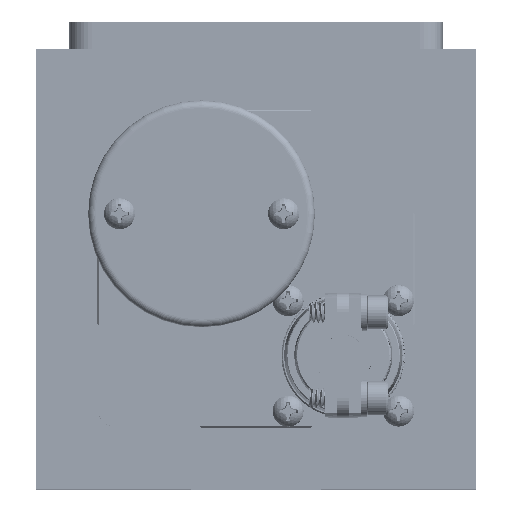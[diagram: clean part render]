
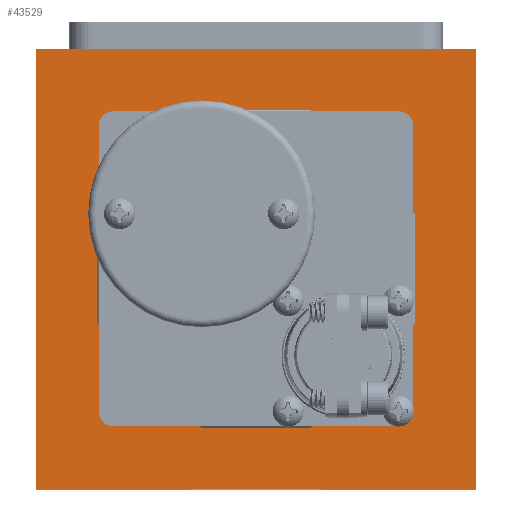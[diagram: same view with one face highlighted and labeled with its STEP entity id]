
A CAD part, top view. The second image highlights one B-rep face of the part: STEP entity #43529.
In plain terms, the highlighted planar face has unit normal (0, 0, 1).
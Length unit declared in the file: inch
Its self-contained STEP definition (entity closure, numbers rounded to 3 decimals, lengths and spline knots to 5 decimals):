
#1228 = DIRECTION ( 'NONE',  ( 0., 0., 1. ) ) ;
#4545 = VERTEX_POINT ( 'NONE', #159412 ) ;
#8427 = LINE ( 'NONE', #150857, #19037 ) ;
#19037 = VECTOR ( 'NONE', #202063, 39.37008 ) ;
#26107 = ORIENTED_EDGE ( 'NONE', *, *, #205723, .F. ) ;
#43529 = ADVANCED_FACE ( 'NONE', ( #311651 ), #164496, .T. ) ;
#45617 = ORIENTED_EDGE ( 'NONE', *, *, #285560, .F. ) ;
#56294 = CARTESIAN_POINT ( 'NONE',  ( 1.475, 1.475, 0. ) ) ;
#62311 = AXIS2_PLACEMENT_3D ( 'NONE', #71674, #1228, #316382 ) ;
#71674 = CARTESIAN_POINT ( 'NONE',  ( 0., 0., 0. ) ) ;
#73554 = EDGE_CURVE ( 'NONE', #4545, #199909, #155121, .T. ) ;
#73776 = CARTESIAN_POINT ( 'NONE',  ( 1.475, -1.475, 0. ) ) ;
#102473 = CARTESIAN_POINT ( 'NONE',  ( -1.475, -1.475, 0. ) ) ;
#124847 = DIRECTION ( 'NONE',  ( 0., 1., 0. ) ) ;
#132121 = VECTOR ( 'NONE', #124847, 39.37008 ) ;
#139243 = ORIENTED_EDGE ( 'NONE', *, *, #73554, .F. ) ;
#146460 = LINE ( 'NONE', #304603, #178218 ) ;
#150857 = CARTESIAN_POINT ( 'NONE',  ( 1.475, -1.475, 0. ) ) ;
#155121 = LINE ( 'NONE', #102473, #132121 ) ;
#159412 = CARTESIAN_POINT ( 'NONE',  ( -1.475, -1.475, 0. ) ) ;
#164496 = PLANE ( 'NONE',  #62311 ) ;
#164682 = EDGE_CURVE ( 'NONE', #186142, #167030, #201662, .T. ) ;
#167030 = VERTEX_POINT ( 'NONE', #226524 ) ;
#174794 = EDGE_LOOP ( 'NONE', ( #139243, #26107, #310523, #45617 ) ) ;
#178218 = VECTOR ( 'NONE', #298331, 39.37008 ) ;
#186142 = VERTEX_POINT ( 'NONE', #56294 ) ;
#199909 = VERTEX_POINT ( 'NONE', #312209 ) ;
#201662 = LINE ( 'NONE', #73776, #226645 ) ;
#202063 = DIRECTION ( 'NONE',  ( -1., 0., 0. ) ) ;
#205723 = EDGE_CURVE ( 'NONE', #167030, #4545, #8427, .T. ) ;
#226524 = CARTESIAN_POINT ( 'NONE',  ( 1.475, -1.475, 0. ) ) ;
#226645 = VECTOR ( 'NONE', #268910, 39.37008 ) ;
#268910 = DIRECTION ( 'NONE',  ( 0., -1., 0. ) ) ;
#285560 = EDGE_CURVE ( 'NONE', #199909, #186142, #146460, .T. ) ;
#298331 = DIRECTION ( 'NONE',  ( 1., 0., 0. ) ) ;
#304603 = CARTESIAN_POINT ( 'NONE',  ( 1.475, 1.475, 0. ) ) ;
#310523 = ORIENTED_EDGE ( 'NONE', *, *, #164682, .F. ) ;
#311651 = FACE_OUTER_BOUND ( 'NONE', #174794, .T. ) ;
#312209 = CARTESIAN_POINT ( 'NONE',  ( -1.475, 1.475, 0. ) ) ;
#316382 = DIRECTION ( 'NONE',  ( 1., 0., 0. ) ) ;
